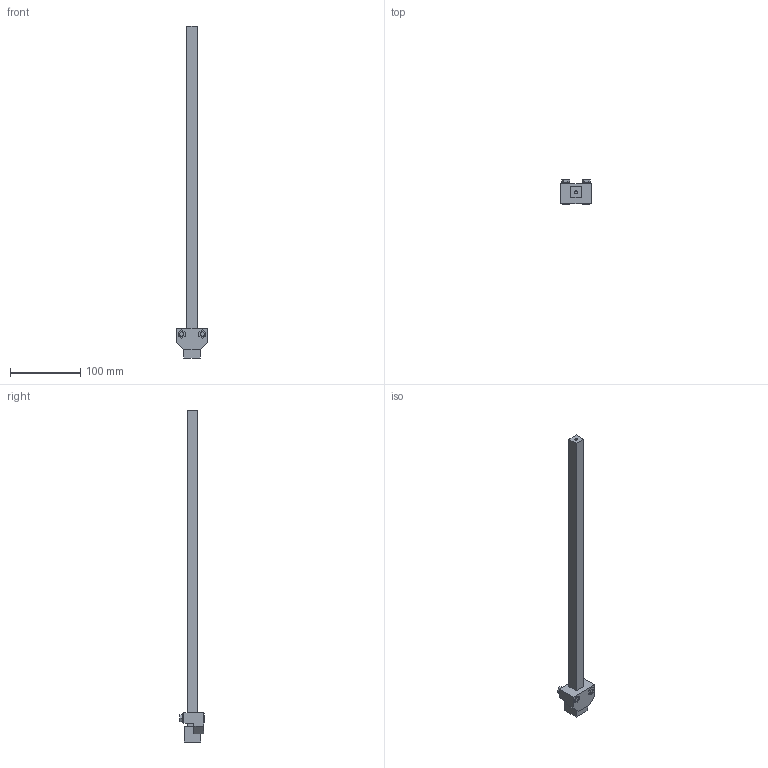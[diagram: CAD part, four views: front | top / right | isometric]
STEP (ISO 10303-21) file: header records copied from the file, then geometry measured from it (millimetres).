
FILE_DESCRIPTION((''),'2;1');
FILE_NAME('ASM7049_ASM','2021-09-23T',('marketing.praksa'),('Audax d.o.o.'),'CREO PARAMETRIC BY PTC INC, 2017480','CREO PARAMETRIC BY PTC INC, 2017480','');
FILE_SCHEMA(('AUTOMOTIVE_DESIGN { 1 0 10303 214 1 1 1 1 }'));
Length unit declared in the file: millimetre
Products named in the file (3): PRT7217_1_1; PRT9564; ASM7049_ASM
Assembly tree (2 placements, depth 2):
  ASM7049_ASM
    PRT7217_1_1
    PRT9564
Bounding box: 43.5 x 34.27 x 471.5 mm (x, y, z)
Volume: 130079.5 mm3; surface area: 35286.9 mm2
Topology: 4 solids, 4 shells, 181 faces, 481 edges, 323 vertices
Faces by surface type: plane 121, cylinder 60
Entity records: 8666 total; most frequent: CARTESIAN_POINT 997, DIRECTION 980, ORIENTED_EDGE 962, PRESENTATION_STYLE_ASSIGNMENT 666, STYLED_ITEM 666, CURVE_STYLE 481, EDGE_CURVE 481, VECTOR 354
